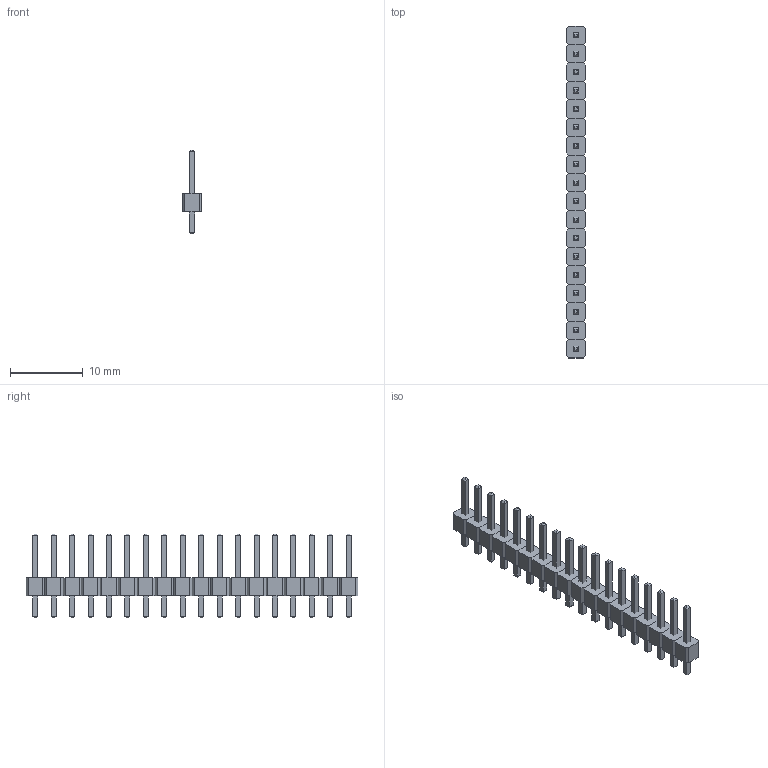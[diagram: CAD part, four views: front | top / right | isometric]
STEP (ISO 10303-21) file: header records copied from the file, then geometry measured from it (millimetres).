
FILE_DESCRIPTION(('FreeCAD Model'),'2;1');
FILE_NAME('Open CASCADE Shape Model','2022-06-14T01:17:40',( 'kicad StepUp'),('ksu MCAD'),'Open CASCADE STEP processor 7.5', 'FreeCAD','Unknown');
FILE_SCHEMA(('AUTOMOTIVE_DESIGN { 1 0 10303 214 1 1 1 1 }'));
Length unit declared in the file: millimetre
Products named in the file (3): PinHeader_P2.54mm_1x18; Body; Pin
Assembly tree (2 placements, depth 2):
  PinHeader_P2.54mm_1x18
    Body
    Pin
Bounding box: 2.54 x 45.72 x 11.5 mm (x, y, z)
Volume: 386.5 mm3; surface area: 1073.7 mm2
Topology: 19 solids, 19 shells, 470 faces, 1012 edges, 580 vertices
Faces by surface type: plane 470
Entity records: 25426 total; most frequent: CARTESIAN_POINT 4089, DIRECTION 3982, LINE 3036, VECTOR 3036, ORIENTED_EDGE 2024, PCURVE 2024, DEFINITIONAL_REPRESENTATION 2024, EDGE_CURVE 1012
